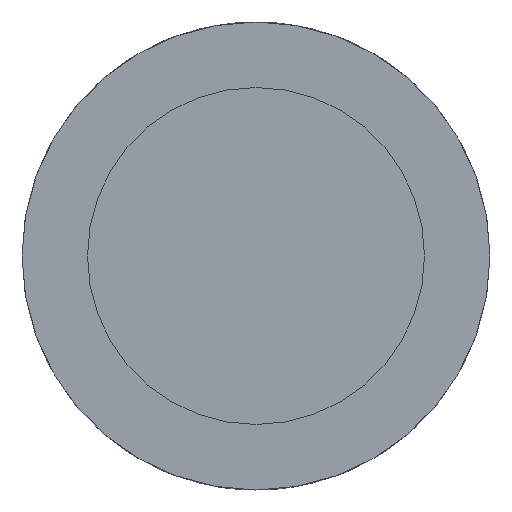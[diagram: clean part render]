
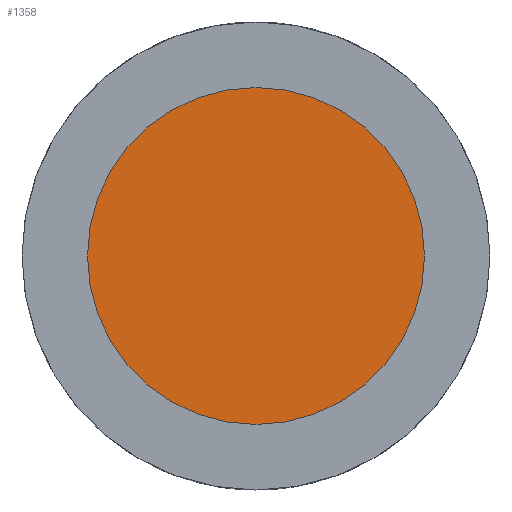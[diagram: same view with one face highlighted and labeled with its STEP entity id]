
A CAD part, front view. The second image highlights one B-rep face of the part: STEP entity #1358.
In plain terms, the highlighted planar face has unit normal (0, -1, 0).
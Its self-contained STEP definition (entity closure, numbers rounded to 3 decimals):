
#112=PLANE('',#1541);
#191=FACE_OUTER_BOUND('',#287,.T.);
#287=EDGE_LOOP('',(#1152));
#505=CIRCLE('',#1540,9.);
#618=VERTEX_POINT('',#2421);
#796=EDGE_CURVE('',#618,#618,#505,.T.);
#1152=ORIENTED_EDGE('',*,*,#796,.T.);
#1358=ADVANCED_FACE('',(#191),#112,.T.);
#1540=AXIS2_PLACEMENT_3D('',#2422,#1925,#1926);
#1541=AXIS2_PLACEMENT_3D('',#2424,#1928,#1929);
#1925=DIRECTION('center_axis',(0.,-1.,0.));
#1926=DIRECTION('ref_axis',(1.,0.,0.));
#1928=DIRECTION('center_axis',(0.,-1.,0.));
#1929=DIRECTION('ref_axis',(0.,0.,-1.));
#2421=CARTESIAN_POINT('',(-9.,0.,0.));
#2422=CARTESIAN_POINT('Origin',(0.,0.,
0.));
#2424=CARTESIAN_POINT('Origin',(4.5,0.,0.));
